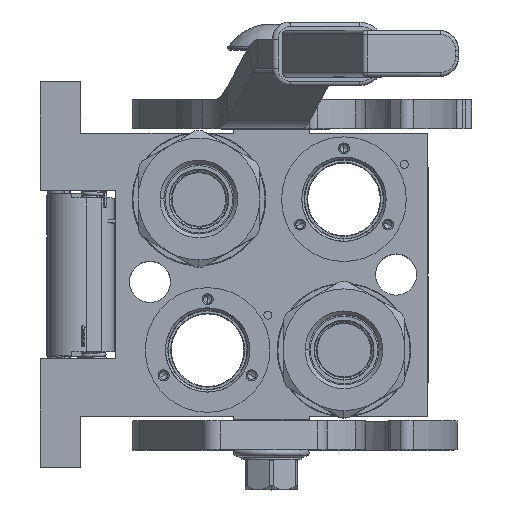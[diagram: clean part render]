
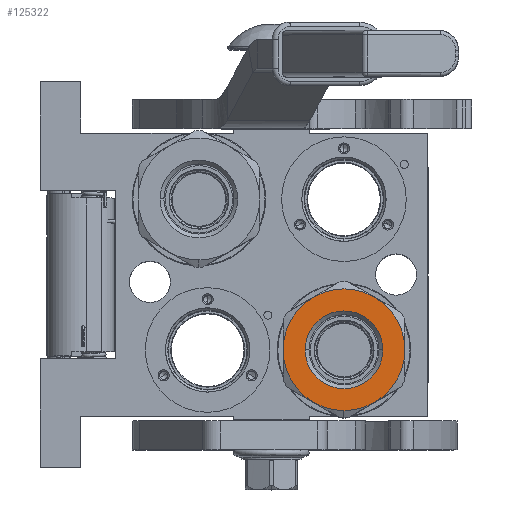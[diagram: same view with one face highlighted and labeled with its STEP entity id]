
A CAD part, top view. The second image highlights one B-rep face of the part: STEP entity #125322.
In plain terms, the highlighted face is planar.
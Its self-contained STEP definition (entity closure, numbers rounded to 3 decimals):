
#2397 = EDGE_CURVE ( 'NONE', #13424, #58082, #84384, .T. ) ;
#3567 = CIRCLE ( 'NONE', #77752, 21. ) ;
#7677 = ORIENTED_EDGE ( 'NONE', *, *, #59151, .T. ) ;
#7815 = CIRCLE ( 'NONE', #68323, 21. ) ;
#9355 = ORIENTED_EDGE ( 'NONE', *, *, #113040, .T. ) ;
#9619 = DIRECTION ( 'NONE',  ( 0., 0., 1. ) ) ;
#10708 = CARTESIAN_POINT ( 'NONE',  ( 100.6, 0., 0. ) ) ;
#12747 = DIRECTION ( 'NONE',  ( 1., 0., 0. ) ) ;
#13424 = VERTEX_POINT ( 'NONE', #66603 ) ;
#14692 = DIRECTION ( 'NONE',  ( -1., 0., 0. ) ) ;
#17705 = FACE_BOUND ( 'NONE', #99498, .T. ) ;
#17899 = CARTESIAN_POINT ( 'NONE',  ( 100.6, 0., 0. ) ) ;
#19615 = CARTESIAN_POINT ( 'NONE',  ( 100.6, -10.5, -18.187 ) ) ;
#20914 = DIRECTION ( 'NONE',  ( -1., 0., 0. ) ) ;
#21328 = DIRECTION ( 'NONE',  ( -1., 0., 0. ) ) ;
#28378 = CARTESIAN_POINT ( 'NONE',  ( 100.6, 0., 0. ) ) ;
#28429 = AXIS2_PLACEMENT_3D ( 'NONE', #17899, #88515, #68088 ) ;
#28632 = AXIS2_PLACEMENT_3D ( 'NONE', #49591, #122585, #9619 ) ;
#29979 = EDGE_CURVE ( 'NONE', #50239, #87672, #61066, .T. ) ;
#31445 = CIRCLE ( 'NONE', #50109, 21. ) ;
#33145 = DIRECTION ( 'NONE',  ( 0., -0.5, -0.866 ) ) ;
#35094 = CARTESIAN_POINT ( 'NONE',  ( 100.6, 0., 0. ) ) ;
#36099 = EDGE_LOOP ( 'NONE', ( #90903, #80983, #64712, #100132, #96718, #9355, #85611 ) ) ;
#36997 = EDGE_CURVE ( 'NONE', #58082, #94156, #107921, .T. ) ;
#44811 = CIRCLE ( 'NONE', #48914, 21. ) ;
#46054 = CARTESIAN_POINT ( 'NONE',  ( 100.6, 0., 0. ) ) ;
#47523 = DIRECTION ( 'NONE',  ( 0., -1., 0. ) ) ;
#48914 = AXIS2_PLACEMENT_3D ( 'NONE', #128666, #87247, #57054 ) ;
#49591 = CARTESIAN_POINT ( 'NONE',  ( 100.6, 0., 0. ) ) ;
#50109 = AXIS2_PLACEMENT_3D ( 'NONE', #73187, #12747, #33145 ) ;
#50239 = VERTEX_POINT ( 'NONE', #120821 ) ;
#51286 = VERTEX_POINT ( 'NONE', #85855 ) ;
#52744 = CARTESIAN_POINT ( 'NONE',  ( 100.6, -13.4, 0. ) ) ;
#56160 = CARTESIAN_POINT ( 'NONE',  ( 100.6, 10.5, 18.187 ) ) ;
#57054 = DIRECTION ( 'NONE',  ( 0., 0.5, 0.866 ) ) ;
#58082 = VERTEX_POINT ( 'NONE', #90509 ) ;
#59151 = EDGE_CURVE ( 'NONE', #87672, #50239, #91034, .T. ) ;
#59219 = EDGE_CURVE ( 'NONE', #51286, #112732, #3567, .T. ) ;
#60004 = DIRECTION ( 'NONE',  ( 0., -1., 0. ) ) ;
#60897 = DIRECTION ( 'NONE',  ( -1., 0., 0. ) ) ;
#61066 = CIRCLE ( 'NONE', #129649, 13.4 ) ;
#64712 = ORIENTED_EDGE ( 'NONE', *, *, #74482, .T. ) ;
#66107 = DIRECTION ( 'NONE',  ( 1., 0., 0. ) ) ;
#66603 = CARTESIAN_POINT ( 'NONE',  ( 100.6, -10.5, 18.187 ) ) ;
#68088 = DIRECTION ( 'NONE',  ( 0., 0.5, 0.866 ) ) ;
#68278 = PLANE ( 'NONE',  #28632 ) ;
#68323 = AXIS2_PLACEMENT_3D ( 'NONE', #10708, #20914, #92033 ) ;
#73187 = CARTESIAN_POINT ( 'NONE',  ( 100.6, 0., 0. ) ) ;
#74482 = EDGE_CURVE ( 'NONE', #94156, #112732, #31445, .T. ) ;
#76300 = DIRECTION ( 'NONE',  ( 0., -0.5, 0.866 ) ) ;
#77752 = AXIS2_PLACEMENT_3D ( 'NONE', #123630, #21328, #124498 ) ;
#80983 = ORIENTED_EDGE ( 'NONE', *, *, #36997, .T. ) ;
#83320 = CARTESIAN_POINT ( 'NONE',  ( 100.6, 10.5, -18.187 ) ) ;
#84384 = CIRCLE ( 'NONE', #120419, 21. ) ;
#84464 = DIRECTION ( 'NONE',  ( 0., 1., 0. ) ) ;
#85611 = ORIENTED_EDGE ( 'NONE', *, *, #122251, .T. ) ;
#85795 = VERTEX_POINT ( 'NONE', #56160 ) ;
#85855 = CARTESIAN_POINT ( 'NONE',  ( 100.6, 21., 0. ) ) ;
#86665 = VERTEX_POINT ( 'NONE', #127738 ) ;
#86909 = EDGE_CURVE ( 'NONE', #85795, #51286, #7815, .T. ) ;
#87247 = DIRECTION ( 'NONE',  ( 1., 0., 0. ) ) ;
#87672 = VERTEX_POINT ( 'NONE', #52744 ) ;
#88515 = DIRECTION ( 'NONE',  ( 1., 0., 0. ) ) ;
#90509 = CARTESIAN_POINT ( 'NONE',  ( 100.6, -21., 0. ) ) ;
#90903 = ORIENTED_EDGE ( 'NONE', *, *, #2397, .T. ) ;
#91034 = CIRCLE ( 'NONE', #99262, 13.4 ) ;
#92033 = DIRECTION ( 'NONE',  ( 0., 0.5, 0.866 ) ) ;
#94156 = VERTEX_POINT ( 'NONE', #19615 ) ;
#96718 = ORIENTED_EDGE ( 'NONE', *, *, #86909, .F. ) ;
#97163 = AXIS2_PLACEMENT_3D ( 'NONE', #28378, #100006, #47523 ) ;
#99262 = AXIS2_PLACEMENT_3D ( 'NONE', #121895, #60897, #60004 ) ;
#99498 = EDGE_LOOP ( 'NONE', ( #7677, #123388 ) ) ;
#100006 = DIRECTION ( 'NONE',  ( 1., 0., 0. ) ) ;
#100132 = ORIENTED_EDGE ( 'NONE', *, *, #59219, .F. ) ;
#100396 = CIRCLE ( 'NONE', #28429, 21. ) ;
#106799 = FACE_OUTER_BOUND ( 'NONE', #36099, .T. ) ;
#107921 = CIRCLE ( 'NONE', #97163, 21. ) ;
#112732 = VERTEX_POINT ( 'NONE', #83320 ) ;
#113040 = EDGE_CURVE ( 'NONE', #85795, #86665, #100396, .T. ) ;
#120419 = AXIS2_PLACEMENT_3D ( 'NONE', #46054, #66107, #76300 ) ;
#120821 = CARTESIAN_POINT ( 'NONE',  ( 100.6, 13.4, 0. ) ) ;
#121895 = CARTESIAN_POINT ( 'NONE',  ( 100.6, 0., 0. ) ) ;
#122251 = EDGE_CURVE ( 'NONE', #86665, #13424, #44811, .T. ) ;
#122585 = DIRECTION ( 'NONE',  ( -1., 0., 0. ) ) ;
#123388 = ORIENTED_EDGE ( 'NONE', *, *, #29979, .T. ) ;
#123630 = CARTESIAN_POINT ( 'NONE',  ( 100.6, 0., 0. ) ) ;
#124498 = DIRECTION ( 'NONE',  ( 0., 1., 0. ) ) ;
#125322 = ADVANCED_FACE ( 'NONE', ( #106799, #17705 ), #68278, .F. ) ;
#127738 = CARTESIAN_POINT ( 'NONE',  ( 100.6, 0., 21. ) ) ;
#128666 = CARTESIAN_POINT ( 'NONE',  ( 100.6, 0., 0. ) ) ;
#129649 = AXIS2_PLACEMENT_3D ( 'NONE', #35094, #14692, #84464 ) ;
